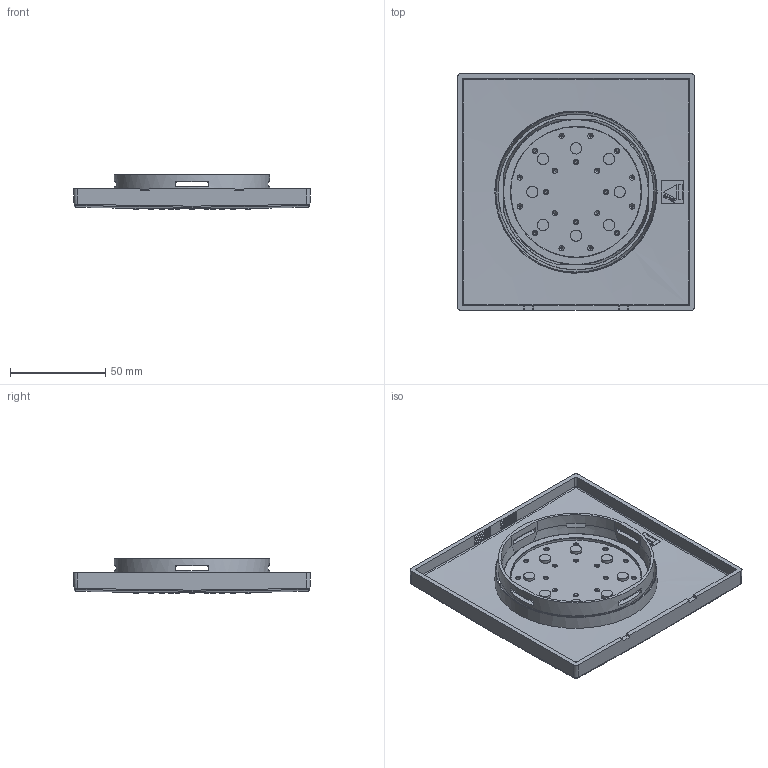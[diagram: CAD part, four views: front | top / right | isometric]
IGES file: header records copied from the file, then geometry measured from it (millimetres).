
Start section: C
Global section: file name: M135.igs; native system: By Siemens PLM Incorporated; preprocessor: XPlus GENERIC/IGES 18.0.17; author: Author; organization: Title; date: 20160421.093947; units: millimetre
Bounding box: 124.5 x 124.5 x 18.3 mm (x, y, z)
Volume: 61286.4 mm3; surface area: 61438 mm2
Topology: 3 solids, 3 shells, 671 faces, 1846 edges, 1217 vertices
Faces by surface type: bspline 671
